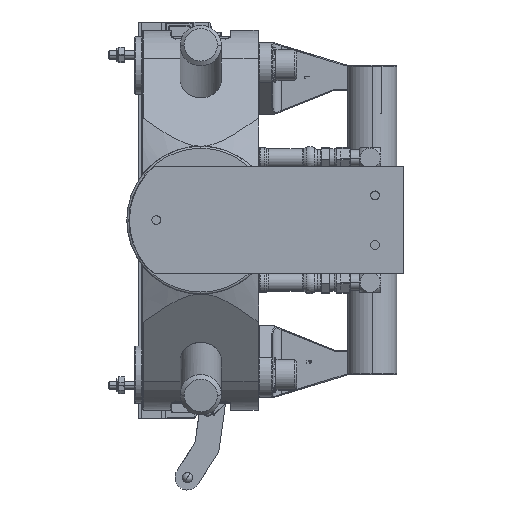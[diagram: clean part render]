
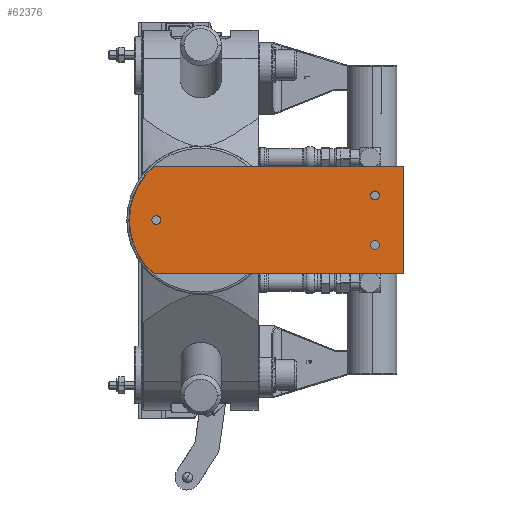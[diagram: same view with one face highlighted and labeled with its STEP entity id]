
A CAD part, front view. The second image highlights one B-rep face of the part: STEP entity #62376.
In plain terms, the highlighted planar face has unit normal (0, -1, 0).
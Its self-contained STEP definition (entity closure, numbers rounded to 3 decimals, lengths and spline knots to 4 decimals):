
#11419 = CARTESIAN_POINT ( 'NONE',  ( -3.375, 0., 0. ) ) ;
#11425 = DIRECTION ( 'NONE',  ( 0., 1., 0. ) ) ;
#11427 = DIRECTION ( 'NONE',  ( 0., 0., 1. ) ) ;
#11456 = CARTESIAN_POINT ( 'NONE',  ( 3.25, 0., -0.75 ) ) ;
#11462 = DIRECTION ( 'NONE',  ( 0., 1., 0. ) ) ;
#11464 = DIRECTION ( 'NONE',  ( 0., 0., 1. ) ) ;
#11486 = CARTESIAN_POINT ( 'NONE',  ( 3.25, 0., 0.75 ) ) ;
#11497 = DIRECTION ( 'NONE',  ( 0., 1., 0. ) ) ;
#11499 = DIRECTION ( 'NONE',  ( 0., 0., 1. ) ) ;
#12991 = CIRCLE ( 'NONE', #14667, 0.133 ) ;
#13018 = CIRCLE ( 'NONE', #14672, 0.133 ) ;
#13045 = CIRCLE ( 'NONE', #14671, 0.133 ) ;
#13194 = LINE ( 'NONE', #15641, #13196 ) ;
#13196 = VECTOR ( 'NONE', #15642, 39.3701 ) ;
#13212 = LINE ( 'NONE', #15649, #13214 ) ;
#13214 = VECTOR ( 'NONE', #15650, 39.3701 ) ;
#13235 = CIRCLE ( 'NONE', #14676, 2.1355 ) ;
#13244 = LINE ( 'NONE', #15669, #13247 ) ;
#13247 = VECTOR ( 'NONE', #15670, 39.3701 ) ;
#13276 = CIRCLE ( 'NONE', #14674, 0.133 ) ;
#13280 = CIRCLE ( 'NONE', #14678, 0.133 ) ;
#13284 = CIRCLE ( 'NONE', #14679, 0.133 ) ;
#14667 = AXIS2_PLACEMENT_3D ( 'NONE', #11419, #11425, #11427 ) ;
#14671 = AXIS2_PLACEMENT_3D ( 'NONE', #11486, #11497, #11499 ) ;
#14672 = AXIS2_PLACEMENT_3D ( 'NONE', #11456, #11462, #11464 ) ;
#14674 = AXIS2_PLACEMENT_3D ( 'NONE', #15687, #15690, #15691 ) ;
#14676 = AXIS2_PLACEMENT_3D ( 'NONE', #15660, #15661, #15662 ) ;
#14678 = AXIS2_PLACEMENT_3D ( 'NONE', #15685, #15693, #15694 ) ;
#14679 = AXIS2_PLACEMENT_3D ( 'NONE', #15689, #15696, #15697 ) ;
#15641 = CARTESIAN_POINT ( 'NONE',  ( 4.125, 0., -1.625 ) ) ;
#15642 = DIRECTION ( 'NONE',  ( 0., 0., -1. ) ) ;
#15649 = CARTESIAN_POINT ( 'NONE',  ( -3.4375, 0., -1.625 ) ) ;
#15650 = DIRECTION ( 'NONE',  ( -1., 0., 0. ) ) ;
#15660 = CARTESIAN_POINT ( 'NONE',  ( -2.052, 0., 0. ) ) ;
#15661 = DIRECTION ( 'NONE',  ( 0., 1., 0. ) ) ;
#15662 = DIRECTION ( 'NONE',  ( 0., 0., 1. ) ) ;
#15669 = CARTESIAN_POINT ( 'NONE',  ( -3.4375, 0., 1.625 ) ) ;
#15670 = DIRECTION ( 'NONE',  ( 1., 0., 0. ) ) ;
#15685 = CARTESIAN_POINT ( 'NONE',  ( -3.375, 0., 0. ) ) ;
#15687 = CARTESIAN_POINT ( 'NONE',  ( 3.25, 0., 0.75 ) ) ;
#15689 = CARTESIAN_POINT ( 'NONE',  ( 3.25, 0., -0.75 ) ) ;
#15690 = DIRECTION ( 'NONE',  ( 0., 1., 0. ) ) ;
#15691 = DIRECTION ( 'NONE',  ( 0., 0., 1. ) ) ;
#15693 = DIRECTION ( 'NONE',  ( 0., 1., 0. ) ) ;
#15694 = DIRECTION ( 'NONE',  ( 0., 0., 1. ) ) ;
#15696 = DIRECTION ( 'NONE',  ( 0., 1., 0. ) ) ;
#15697 = DIRECTION ( 'NONE',  ( 0., 0., 1. ) ) ;
#23514 = FACE_BOUND ( 'NONE', #99168, .T. ) ;
#23519 = FACE_BOUND ( 'NONE', #99156, .T. ) ;
#23521 = FACE_BOUND ( 'NONE', #99154, .T. ) ;
#23523 = FACE_OUTER_BOUND ( 'NONE', #99153, .T. ) ;
#51757 = CARTESIAN_POINT ( 'NONE',  ( -3.375, 0., -0.133 ) ) ;
#51759 = CARTESIAN_POINT ( 'NONE',  ( -3.375, 0., 0.133 ) ) ;
#51768 = CARTESIAN_POINT ( 'NONE',  ( 3.25, 0., -0.883 ) ) ;
#51770 = CARTESIAN_POINT ( 'NONE',  ( 3.25, 0., -0.617 ) ) ;
#51779 = CARTESIAN_POINT ( 'NONE',  ( 3.25, 0., 0.617 ) ) ;
#51781 = CARTESIAN_POINT ( 'NONE',  ( 3.25, 0., 0.883 ) ) ;
#51856 = CARTESIAN_POINT ( 'NONE',  ( 4.125, 0., 1.625 ) ) ;
#51858 = CARTESIAN_POINT ( 'NONE',  ( 4.125, 0., -1.625 ) ) ;
#51863 = CARTESIAN_POINT ( 'NONE',  ( -3.4375, 0., -1.625 ) ) ;
#51869 = CARTESIAN_POINT ( 'NONE',  ( -3.4375, 0., 1.625 ) ) ;
#56052 = PLANE ( 'NONE',  #57617 ) ;
#56053 = CARTESIAN_POINT ( 'NONE',  ( -2.052, 0., 0. ) ) ;
#56054 = DIRECTION ( 'NONE',  ( 0., 1., 0. ) ) ;
#56055 = DIRECTION ( 'NONE',  ( 0., 0., 1. ) ) ;
#57617 = AXIS2_PLACEMENT_3D ( 'NONE', #56053, #56054, #56055 ) ;
#62376 = ADVANCED_FACE ( 'NONE', ( #23514, #23519, #23521, #23523 ), #56052, .F. ) ;
#85304 = EDGE_CURVE ( 'NONE', #101667, #101668, #12991, .T. ) ;
#85321 = EDGE_CURVE ( 'NONE', #101673, #101674, #13018, .T. ) ;
#85337 = EDGE_CURVE ( 'NONE', #101679, #101680, #13045, .T. ) ;
#85445 = EDGE_CURVE ( 'NONE', #101721, #101722, #13194, .T. ) ;
#85455 = EDGE_CURVE ( 'NONE', #101722, #101725, #13212, .T. ) ;
#85467 = EDGE_CURVE ( 'NONE', #101725, #101728, #13235, .T. ) ;
#85477 = EDGE_CURVE ( 'NONE', #101728, #101721, #13244, .T. ) ;
#85496 = EDGE_CURVE ( 'NONE', #101680, #101679, #13276, .T. ) ;
#85498 = EDGE_CURVE ( 'NONE', #101668, #101667, #13280, .T. ) ;
#85501 = EDGE_CURVE ( 'NONE', #101674, #101673, #13284, .T. ) ;
#88701 = ORIENTED_EDGE ( 'NONE', *, *, #85498, .T. ) ;
#88702 = ORIENTED_EDGE ( 'NONE', *, *, #85304, .T. ) ;
#88703 = ORIENTED_EDGE ( 'NONE', *, *, #85501, .T. ) ;
#88704 = ORIENTED_EDGE ( 'NONE', *, *, #85321, .T. ) ;
#88705 = ORIENTED_EDGE ( 'NONE', *, *, #85496, .T. ) ;
#88706 = ORIENTED_EDGE ( 'NONE', *, *, #85337, .T. ) ;
#88707 = ORIENTED_EDGE ( 'NONE', *, *, #85445, .F. ) ;
#88708 = ORIENTED_EDGE ( 'NONE', *, *, #85477, .F. ) ;
#88709 = ORIENTED_EDGE ( 'NONE', *, *, #85467, .F. ) ;
#88710 = ORIENTED_EDGE ( 'NONE', *, *, #85455, .F. ) ;
#99153 = EDGE_LOOP ( 'NONE', ( #88707, #88708, #88709, #88710 ) ) ;
#99154 = EDGE_LOOP ( 'NONE', ( #88705, #88706 ) ) ;
#99156 = EDGE_LOOP ( 'NONE', ( #88703, #88704 ) ) ;
#99168 = EDGE_LOOP ( 'NONE', ( #88701, #88702 ) ) ;
#101667 = VERTEX_POINT ( 'NONE', #51757 ) ;
#101668 = VERTEX_POINT ( 'NONE', #51759 ) ;
#101673 = VERTEX_POINT ( 'NONE', #51768 ) ;
#101674 = VERTEX_POINT ( 'NONE', #51770 ) ;
#101679 = VERTEX_POINT ( 'NONE', #51779 ) ;
#101680 = VERTEX_POINT ( 'NONE', #51781 ) ;
#101721 = VERTEX_POINT ( 'NONE', #51856 ) ;
#101722 = VERTEX_POINT ( 'NONE', #51858 ) ;
#101725 = VERTEX_POINT ( 'NONE', #51863 ) ;
#101728 = VERTEX_POINT ( 'NONE', #51869 ) ;
